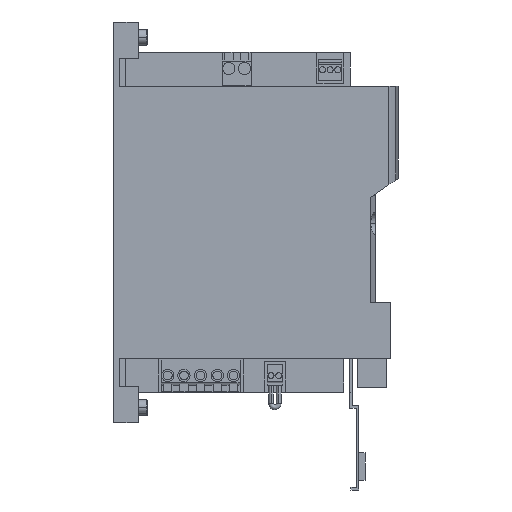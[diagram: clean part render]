
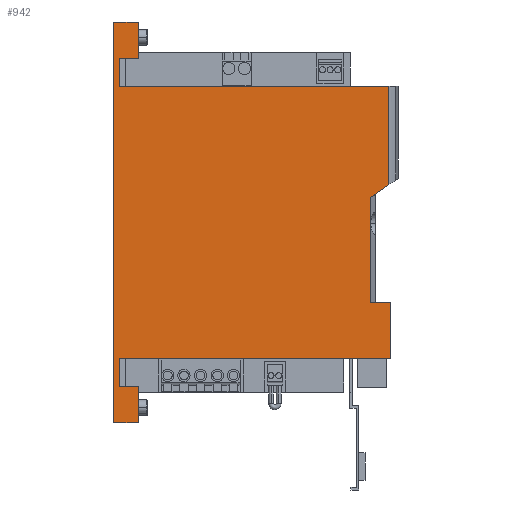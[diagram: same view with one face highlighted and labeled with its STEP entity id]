
A CAD part, left-side view. The second image highlights one B-rep face of the part: STEP entity #942.
In plain terms, the highlighted planar face has unit normal (-1, 0, 0).
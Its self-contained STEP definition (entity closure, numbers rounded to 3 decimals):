
#489=FACE_OUTER_BOUND('',#3740,.T.);
#942=ADVANCED_FACE('',(#489),#1301,.T.);
#1301=PLANE('',#9302);
#1397=LINE('',#12011,#2328);
#1399=LINE('',#12015,#2330);
#1403=LINE('',#12027,#2334);
#1409=LINE('',#12046,#2340);
#1411=LINE('',#12052,#2342);
#1527=LINE('',#12571,#2458);
#2012=LINE('',#13758,#2943);
#2024=LINE('',#13789,#2955);
#2028=LINE('',#13797,#2959);
#2033=LINE('',#13807,#2964);
#2041=LINE('',#13825,#2972);
#2043=LINE('',#13829,#2974);
#2048=LINE('',#13838,#2979);
#2051=LINE('',#13844,#2982);
#2054=LINE('',#13850,#2985);
#2063=LINE('',#13870,#2994);
#2139=LINE('',#14040,#3070);
#2140=LINE('',#14042,#3071);
#2141=LINE('',#14043,#3072);
#2142=LINE('',#14045,#3073);
#2328=VECTOR('',#9518,1.);
#2330=VECTOR('',#9522,1.);
#2334=VECTOR('',#9532,1.);
#2340=VECTOR('',#9542,1.);
#2342=VECTOR('',#9548,1.);
#2458=VECTOR('',#10002,1.);
#2943=VECTOR('',#11161,1.);
#2955=VECTOR('',#11187,1.);
#2959=VECTOR('',#11197,1.);
#2964=VECTOR('',#11204,1.);
#2972=VECTOR('',#11220,1.);
#2974=VECTOR('',#11224,1.);
#2979=VECTOR('',#11231,1.);
#2982=VECTOR('',#11236,1.);
#2985=VECTOR('',#11243,1.);
#2994=VECTOR('',#11266,1.);
#3070=VECTOR('',#11436,1.);
#3071=VECTOR('',#11439,1.);
#3072=VECTOR('',#11440,1.);
#3073=VECTOR('',#11441,1.);
#3740=EDGE_LOOP('',(#5704,#5705,#5706,#5707,#5708,#5709,#5710,#5711,#5712,
#5713,#5714,#5715,#5716,#5717,#5718,#5719,#5720,#5721,#5722,#5723));
#5704=ORIENTED_EDGE('',*,*,#8129,.T.);
#5705=ORIENTED_EDGE('',*,*,#7987,.T.);
#5706=ORIENTED_EDGE('',*,*,#8013,.F.);
#5707=ORIENTED_EDGE('',*,*,#8028,.F.);
#5708=ORIENTED_EDGE('',*,*,#8031,.F.);
#5709=ORIENTED_EDGE('',*,*,#8034,.T.);
#5710=ORIENTED_EDGE('',*,*,#8004,.F.);
#5711=ORIENTED_EDGE('',*,*,#8045,.F.);
#5712=ORIENTED_EDGE('',*,*,#8021,.F.);
#5713=ORIENTED_EDGE('',*,*,#8023,.T.);
#5714=ORIENTED_EDGE('',*,*,#8008,.F.);
#5715=ORIENTED_EDGE('',*,*,#7395,.F.);
#5716=ORIENTED_EDGE('',*,*,#8130,.T.);
#5717=ORIENTED_EDGE('',*,*,#8131,.F.);
#5718=ORIENTED_EDGE('',*,*,#7159,.F.);
#5719=ORIENTED_EDGE('',*,*,#7156,.T.);
#5720=ORIENTED_EDGE('',*,*,#7149,.F.);
#5721=ORIENTED_EDGE('',*,*,#7143,.T.);
#5722=ORIENTED_EDGE('',*,*,#7141,.F.);
#5723=ORIENTED_EDGE('',*,*,#8128,.T.);
#6298=VERTEX_POINT('',#12008);
#6299=VERTEX_POINT('',#12010);
#6301=VERTEX_POINT('',#12016);
#6306=VERTEX_POINT('',#12028);
#6311=VERTEX_POINT('',#12047);
#6313=VERTEX_POINT('',#12053);
#6540=VERTEX_POINT('',#12570);
#6541=VERTEX_POINT('',#12572);
#6900=VERTEX_POINT('',#13747);
#6905=VERTEX_POINT('',#13757);
#6917=VERTEX_POINT('',#13788);
#6918=VERTEX_POINT('',#13790);
#6919=VERTEX_POINT('',#13798);
#6922=VERTEX_POINT('',#13806);
#6928=VERTEX_POINT('',#13824);
#6929=VERTEX_POINT('',#13826);
#6932=VERTEX_POINT('',#13837);
#6934=VERTEX_POINT('',#13843);
#6986=VERTEX_POINT('',#14039);
#6987=VERTEX_POINT('',#14044);
#7141=EDGE_CURVE('',#6299,#6298,#1397,.T.);
#7143=EDGE_CURVE('',#6301,#6298,#1399,.T.);
#7149=EDGE_CURVE('',#6301,#6306,#1403,.T.);
#7156=EDGE_CURVE('',#6311,#6306,#1409,.T.);
#7159=EDGE_CURVE('',#6311,#6313,#1411,.T.);
#7395=EDGE_CURVE('',#6540,#6541,#1527,.T.);
#7987=EDGE_CURVE('',#6900,#6905,#2012,.T.);
#8004=EDGE_CURVE('',#6917,#6918,#2024,.T.);
#8008=EDGE_CURVE('',#6541,#6919,#2028,.T.);
#8013=EDGE_CURVE('',#6922,#6905,#2033,.T.);
#8021=EDGE_CURVE('',#6928,#6929,#2041,.T.);
#8023=EDGE_CURVE('',#6928,#6919,#2043,.T.);
#8028=EDGE_CURVE('',#6932,#6922,#2048,.T.);
#8031=EDGE_CURVE('',#6934,#6932,#2051,.T.);
#8034=EDGE_CURVE('',#6934,#6918,#2054,.T.);
#8045=EDGE_CURVE('',#6929,#6917,#2063,.T.);
#8128=EDGE_CURVE('',#6299,#6986,#2139,.T.);
#8129=EDGE_CURVE('',#6986,#6900,#2140,.T.);
#8130=EDGE_CURVE('',#6540,#6987,#2141,.T.);
#8131=EDGE_CURVE('',#6313,#6987,#2142,.T.);
#9302=AXIS2_PLACEMENT_3D('',#14046,#11442,#11443);
#9518=DIRECTION('',(0.,0.,-1.));
#9522=DIRECTION('',(0.,-0.819,0.574));
#9532=DIRECTION('',(0.,0.,-1.));
#9542=DIRECTION('',(0.,1.,0.));
#9548=DIRECTION('',(0.,0.,-1.));
#10002=DIRECTION('',(0.,1.,0.));
#11161=DIRECTION('',(0.,1.,0.));
#11187=DIRECTION('',(0.,0.,1.));
#11197=DIRECTION('',(0.,0.,-1.));
#11204=DIRECTION('',(0.,0.,-1.));
#11220=DIRECTION('',(0.,0.,-1.));
#11224=DIRECTION('',(0.,1.,0.));
#11231=DIRECTION('',(0.,1.,0.));
#11236=DIRECTION('',(0.,0.,-1.));
#11243=DIRECTION('',(0.,1.,0.));
#11266=DIRECTION('',(0.,1.,0.));
#11436=DIRECTION('',(0.,1.,0.));
#11439=DIRECTION('',(0.,0.,-1.));
#11440=DIRECTION('',(0.,0.,1.));
#11441=DIRECTION('',(0.,1.,0.));
#11442=DIRECTION('',(-1.,0.,0.));
#11443=DIRECTION('',(0.,-1.,0.));
#12008=CARTESIAN_POINT('',(-25.,-125.643,-65.509));
#12010=CARTESIAN_POINT('',(-25.,-125.643,-20.6));
#12011=CARTESIAN_POINT('',(-25.,-125.643,-20.6));
#12015=CARTESIAN_POINT('',(-25.,-129.787,-62.607));
#12016=CARTESIAN_POINT('',(-25.,-117.28,-71.364));
#12027=CARTESIAN_POINT('',(-25.,-117.28,-69.81));
#12028=CARTESIAN_POINT('',(-25.,-117.28,-119.41));
#12046=CARTESIAN_POINT('',(-25.,-117.,-119.41));
#12047=CARTESIAN_POINT('',(-25.,-126.3,-119.41));
#12052=CARTESIAN_POINT('',(-25.,-126.3,-132.005));
#12053=CARTESIAN_POINT('',(-25.,-126.3,-144.6));
#12570=CARTESIAN_POINT('',(-25.,-108.,-144.7));
#12571=CARTESIAN_POINT('',(-25.,-54.,-144.7));
#12572=CARTESIAN_POINT('',(-25.,-2.5,-144.7));
#13747=CARTESIAN_POINT('',(-25.,-107.7,-20.7));
#13757=CARTESIAN_POINT('',(-25.,-2.5,-20.7));
#13758=CARTESIAN_POINT('',(-25.,-54.,-20.7));
#13788=CARTESIAN_POINT('',(-25.,0.,-174.2));
#13789=CARTESIAN_POINT('',(-25.,0.,-82.7));
#13790=CARTESIAN_POINT('',(-25.,0.,8.8));
#13797=CARTESIAN_POINT('',(-25.,-2.5,-82.7));
#13798=CARTESIAN_POINT('',(-25.,-2.5,-157.6));
#13806=CARTESIAN_POINT('',(-25.,-2.5,-7.8));
#13807=CARTESIAN_POINT('',(-25.,-2.5,-82.7));
#13824=CARTESIAN_POINT('',(-25.,-11.3,-157.6));
#13825=CARTESIAN_POINT('',(-25.,-11.3,-165.9));
#13826=CARTESIAN_POINT('',(-25.,-11.3,-174.2));
#13829=CARTESIAN_POINT('',(-25.,-5.65,-157.6));
#13837=CARTESIAN_POINT('',(-25.,-11.3,-7.8));
#13838=CARTESIAN_POINT('',(-25.,-5.65,-7.8));
#13843=CARTESIAN_POINT('',(-25.,-11.3,8.8));
#13844=CARTESIAN_POINT('',(-25.,-11.3,0.5));
#13850=CARTESIAN_POINT('',(-25.,-1.25,8.8));
#13870=CARTESIAN_POINT('',(-25.,-1.25,-174.2));
#14039=CARTESIAN_POINT('',(-25.,-107.7,-20.6));
#14040=CARTESIAN_POINT('',(-25.,-125.643,-20.6));
#14042=CARTESIAN_POINT('',(-25.,-107.7,-20.6));
#14043=CARTESIAN_POINT('',(-25.,-108.,-82.7));
#14044=CARTESIAN_POINT('',(-25.,-108.,-144.6));
#14045=CARTESIAN_POINT('',(-25.,-117.,-144.6));
#14046=CARTESIAN_POINT('',(-25.,-116.671,-20.6));
